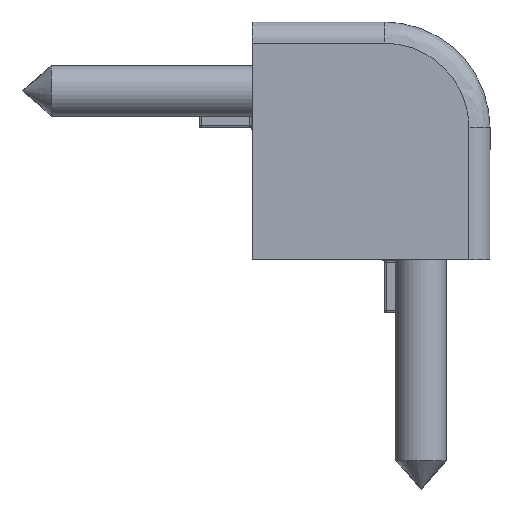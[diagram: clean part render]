
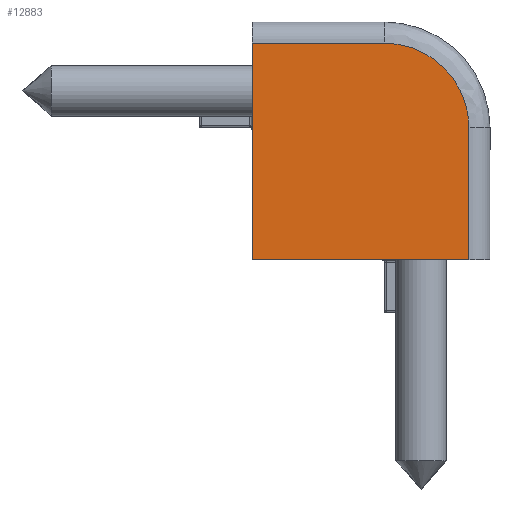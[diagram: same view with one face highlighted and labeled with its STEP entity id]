
A CAD part, front view. The second image highlights one B-rep face of the part: STEP entity #12883.
In plain terms, the highlighted planar face has unit normal (0, -1, 0).
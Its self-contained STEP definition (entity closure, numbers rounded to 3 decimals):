
#16 = ORIENTED_EDGE ( 'NONE', *, *, #12987, .F. ) ;
#20 = CARTESIAN_POINT ( 'NONE',  ( 0.1, 0., 0. ) ) ;
#96 = LINE ( 'NONE', #8966, #4566 ) ;
#320 = LINE ( 'NONE', #8753, #474 ) ;
#356 = VERTEX_POINT ( 'NONE', #20 ) ;
#474 = VECTOR ( 'NONE', #6992, 1000. ) ;
#555 = ORIENTED_EDGE ( 'NONE', *, *, #5369, .F. ) ;
#625 = VERTEX_POINT ( 'NONE', #3765 ) ;
#692 = ORIENTED_EDGE ( 'NONE', *, *, #10378, .F. ) ;
#1372 = CARTESIAN_POINT ( 'NONE',  ( 11.25, 0., 11.25 ) ) ;
#1410 =( BOUNDED_CURVE ( )  B_SPLINE_CURVE ( 3, ( #8992, #2090, #9270, #13021 ),
 .UNSPECIFIED., .F., .T. ) 
 B_SPLINE_CURVE_WITH_KNOTS ( ( 4, 4 ),
 ( 0., 1. ),
 .UNSPECIFIED. ) 
 CURVE ( )  GEOMETRIC_REPRESENTATION_ITEM ( )  RATIONAL_B_SPLINE_CURVE ( ( 1., 0.805, 0.805, 1. ) ) 
 REPRESENTATION_ITEM ( '' )  );
#2090 = CARTESIAN_POINT ( 'NONE',  ( 17.186, 0., 20.5 ) ) ;
#2445 = DIRECTION ( 'NONE',  ( 0., 1., 0. ) ) ;
#2499 = ORIENTED_EDGE ( 'NONE', *, *, #8094, .F. ) ;
#2530 = ORIENTED_EDGE ( 'NONE', *, *, #6860, .T. ) ;
#2932 = EDGE_CURVE ( 'NONE', #625, #4778, #5387, .T. ) ;
#3077 = ORIENTED_EDGE ( 'NONE', *, *, #2932, .F. ) ;
#3765 = CARTESIAN_POINT ( 'NONE',  ( 0., 0., 20.5 ) ) ;
#4335 = DIRECTION ( 'NONE',  ( 0., 0., 1. ) ) ;
#4566 = VECTOR ( 'NONE', #5189, 1000. ) ;
#4709 = CARTESIAN_POINT ( 'NONE',  ( 20.5, 0., 11.25 ) ) ;
#4778 = VERTEX_POINT ( 'NONE', #7137 ) ;
#5000 = CARTESIAN_POINT ( 'NONE',  ( 20.5, 0., 12.5 ) ) ;
#5189 = DIRECTION ( 'NONE',  ( -1., 0., 0. ) ) ;
#5369 = EDGE_CURVE ( 'NONE', #13088, #7997, #6047, .T. ) ;
#5387 = LINE ( 'NONE', #7738, #11137 ) ;
#6047 = LINE ( 'NONE', #4709, #11429 ) ;
#6464 = PLANE ( 'NONE',  #8071 ) ;
#6860 = EDGE_CURVE ( 'NONE', #625, #12729, #320, .T. ) ;
#6992 = DIRECTION ( 'NONE',  ( 0., 0., -1. ) ) ;
#7137 = CARTESIAN_POINT ( 'NONE',  ( 12.5, 0., 20.5 ) ) ;
#7555 = DIRECTION ( 'NONE',  ( 0., 0., -1. ) ) ;
#7738 = CARTESIAN_POINT ( 'NONE',  ( 22.5, 0., 20.5 ) ) ;
#7997 = VERTEX_POINT ( 'NONE', #10945 ) ;
#8071 = AXIS2_PLACEMENT_3D ( 'NONE', #1372, #8509, #4335 ) ;
#8094 = EDGE_CURVE ( 'NONE', #4778, #13088, #1410, .T. ) ;
#8509 = DIRECTION ( 'NONE',  ( 0., 1., 0. ) ) ;
#8753 = CARTESIAN_POINT ( 'NONE',  ( 0., 0., 22.5 ) ) ;
#8966 = CARTESIAN_POINT ( 'NONE',  ( 11.25, 0., 0. ) ) ;
#8992 = CARTESIAN_POINT ( 'NONE',  ( 12.5, 0., 20.5 ) ) ;
#9175 = EDGE_LOOP ( 'NONE', ( #692, #555, #2499, #3077, #2530, #16 ) ) ;
#9270 = CARTESIAN_POINT ( 'NONE',  ( 20.5, 0., 17.186 ) ) ;
#9447 = CIRCLE ( 'NONE', #10517, 0.1 ) ;
#9659 = DIRECTION ( 'NONE',  ( 0., 0., -1. ) ) ;
#10378 = EDGE_CURVE ( 'NONE', #7997, #356, #96, .T. ) ;
#10517 = AXIS2_PLACEMENT_3D ( 'NONE', #10727, #2445, #7555 ) ;
#10727 = CARTESIAN_POINT ( 'NONE',  ( 0.1, 0., 0.1 ) ) ;
#10945 = CARTESIAN_POINT ( 'NONE',  ( 20.5, 0., 0. ) ) ;
#11076 = CARTESIAN_POINT ( 'NONE',  ( 0., 0., 0.1 ) ) ;
#11137 = VECTOR ( 'NONE', #11737, 1000. ) ;
#11208 = FACE_OUTER_BOUND ( 'NONE', #9175, .T. ) ;
#11429 = VECTOR ( 'NONE', #9659, 1000. ) ;
#11737 = DIRECTION ( 'NONE',  ( 1., 0., 0. ) ) ;
#12729 = VERTEX_POINT ( 'NONE', #11076 ) ;
#12883 = ADVANCED_FACE ( 'NONE', ( #11208 ), #6464, .F. ) ;
#12987 = EDGE_CURVE ( 'NONE', #356, #12729, #9447, .T. ) ;
#13021 = CARTESIAN_POINT ( 'NONE',  ( 20.5, 0., 12.5 ) ) ;
#13088 = VERTEX_POINT ( 'NONE', #5000 ) ;
